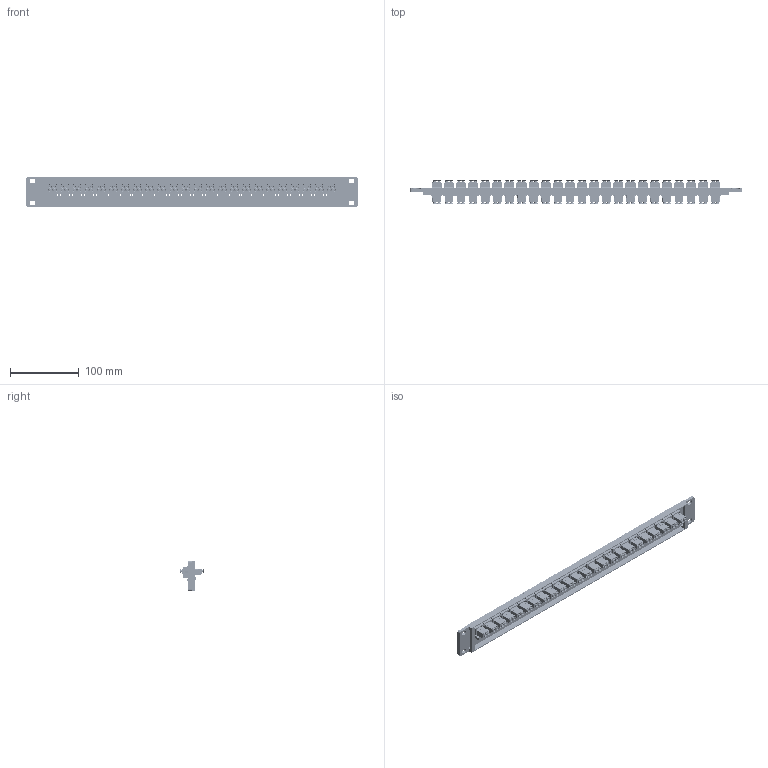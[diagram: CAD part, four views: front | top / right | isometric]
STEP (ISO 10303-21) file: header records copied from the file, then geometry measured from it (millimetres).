
FILE_DESCRIPTION (( 'STEP AP214' ), '1' );
FILE_NAME ('PR175DLC24B-SM.STEP', '2016-03-29T18:57:34', ( 'x' ), ( '' ), 'SwSTEP 2.0', 'SolidWorks 2014', '' );
FILE_SCHEMA (( 'AUTOMOTIVE_DESIGN' ));
Length unit declared in the file: inch
Products named in the file (7): FOA-806; 3AB09-005; FOA-806-MA3; FOA-806-MA2; FOA-806-MA1; PR175DLC24B-SM-MA1; PR175DLC24B-SM
Assembly tree (32 placements, depth 3):
  PR175DLC24B-SM
    PR175DLC24B-SM-MA1
    FOA-806  x24
      FOA-806-MA1
      FOA-806-MA2
      FOA-806-MA3
      3AB09-005
Bounding box: 482.6 x 35.56 x 43.59 mm (x, y, z)
Volume: 132411.6 mm3; surface area: 224878.2 mm2
Topology: 170 solids, 170 shells, 11084 faces, 29245 edges, 18917 vertices
Faces by surface type: plane 7666, cylinder 2494, bspline 540, cone 384
Entity records: 78487 total; most frequent: CARTESIAN_POINT 39342, ORIENTED_EDGE 9020, DIRECTION 5968, EDGE_CURVE 4510, VECTOR 3222, LINE 3222, VERTEX_POINT 2987, EDGE_LOOP 1867
